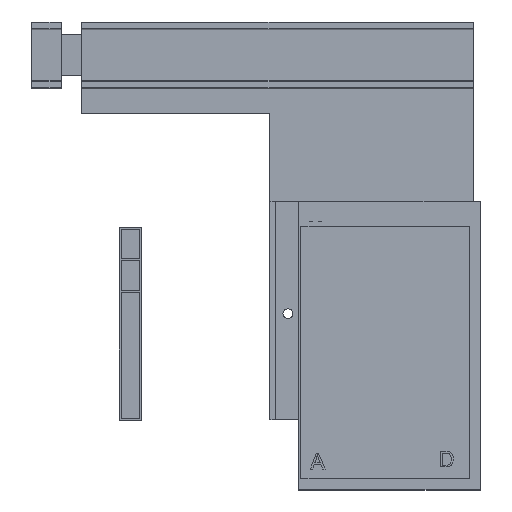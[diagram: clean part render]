
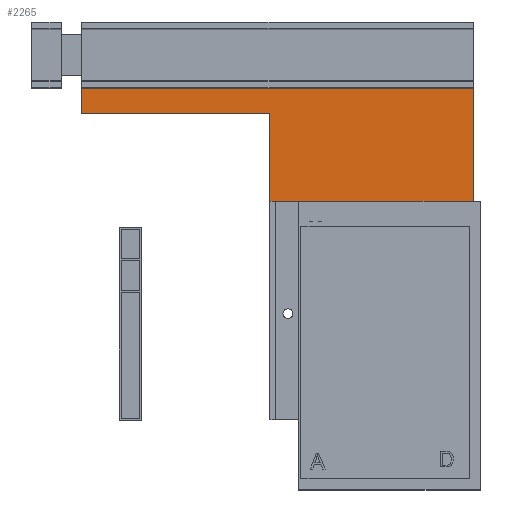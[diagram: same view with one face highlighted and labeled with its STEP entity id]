
A CAD part, top view. The second image highlights one B-rep face of the part: STEP entity #2265.
In plain terms, the highlighted planar face has unit normal (0, 0, 1).
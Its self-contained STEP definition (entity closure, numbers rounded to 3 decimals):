
#113=PLANE('',#2390);
#228=FACE_OUTER_BOUND('',#362,.T.);
#362=EDGE_LOOP('',(#1901,#1902,#1903,#1904,#1905,#1906));
#555=LINE('',#3646,#821);
#576=LINE('',#3692,#842);
#578=LINE('',#3696,#844);
#579=LINE('',#3698,#845);
#580=LINE('',#3700,#846);
#581=LINE('',#3701,#847);
#821=VECTOR('',#2667,10.);
#842=VECTOR('',#2726,10.);
#844=VECTOR('',#2730,10.);
#845=VECTOR('',#2731,10.);
#846=VECTOR('',#2732,10.);
#847=VECTOR('',#2733,10.);
#1116=VERTEX_POINT('',#3643);
#1117=VERTEX_POINT('',#3645);
#1123=VERTEX_POINT('',#3691);
#1124=VERTEX_POINT('',#3695);
#1125=VERTEX_POINT('',#3697);
#1126=VERTEX_POINT('',#3699);
#1376=EDGE_CURVE('',#1116,#1117,#555,.T.);
#1398=EDGE_CURVE('',#1123,#1117,#576,.T.);
#1400=EDGE_CURVE('',#1116,#1124,#578,.T.);
#1401=EDGE_CURVE('',#1124,#1125,#579,.T.);
#1402=EDGE_CURVE('',#1125,#1126,#580,.T.);
#1403=EDGE_CURVE('',#1123,#1126,#581,.T.);
#1901=ORIENTED_EDGE('',*,*,#1398,.T.);
#1902=ORIENTED_EDGE('',*,*,#1376,.F.);
#1903=ORIENTED_EDGE('',*,*,#1400,.T.);
#1904=ORIENTED_EDGE('',*,*,#1401,.T.);
#1905=ORIENTED_EDGE('',*,*,#1402,.T.);
#1906=ORIENTED_EDGE('',*,*,#1403,.F.);
#2265=ADVANCED_FACE('',(#228),#113,.T.);
#2390=AXIS2_PLACEMENT_3D('',#3694,#2728,#2729);
#2667=DIRECTION('',(-1.,0.,0.));
#2726=DIRECTION('',(0.,-1.,0.));
#2728=DIRECTION('center_axis',(0.,0.,1.));
#2729=DIRECTION('ref_axis',(1.,0.,0.));
#2730=DIRECTION('',(0.,1.,0.));
#2731=DIRECTION('',(-1.,0.,0.));
#2732=DIRECTION('',(0.,-1.,0.));
#2733=DIRECTION('',(-1.,0.,0.));
#3643=CARTESIAN_POINT('',(215.348,-57.15,3.556));
#3645=CARTESIAN_POINT('',(112.014,-57.15,3.556));
#3646=CARTESIAN_POINT('',(215.399,-57.15,3.556));
#3691=CARTESIAN_POINT('',(112.014,-12.7,3.556));
#3692=CARTESIAN_POINT('',(112.014,-12.7,3.556));
#3694=CARTESIAN_POINT('Origin',(3.708,-12.7,3.556));
#3695=CARTESIAN_POINT('',(215.348,0.,3.556));
#3696=CARTESIAN_POINT('',(215.348,5.296,3.556));
#3697=CARTESIAN_POINT('',(16.408,0.,3.556));
#3698=CARTESIAN_POINT('',(-8.992,0.,3.556));
#3699=CARTESIAN_POINT('',(16.408,-12.7,3.556));
#3700=CARTESIAN_POINT('',(16.408,-25.4,3.556));
#3701=CARTESIAN_POINT('',(53.443,-12.7,3.556));
